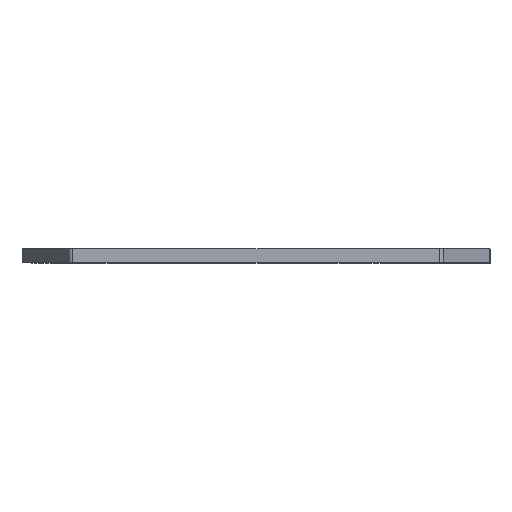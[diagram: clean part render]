
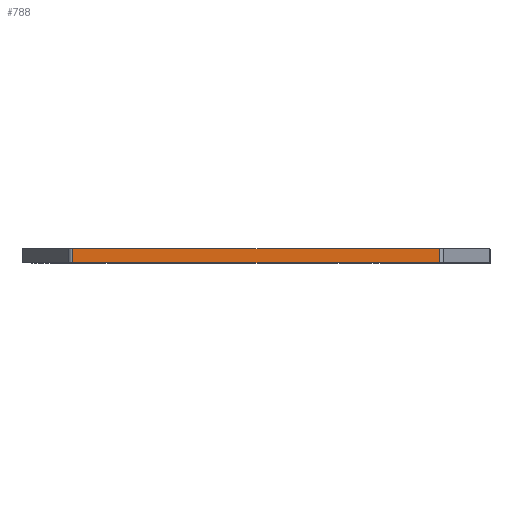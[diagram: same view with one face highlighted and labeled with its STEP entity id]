
A CAD part, top view. The second image highlights one B-rep face of the part: STEP entity #788.
In plain terms, the highlighted planar face has unit normal (0, 0, 1).
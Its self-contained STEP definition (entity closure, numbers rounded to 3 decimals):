
#88=ORIENTED_EDGE('',*,*,#327,.F.);
#89=ORIENTED_EDGE('',*,*,#326,.F.);
#90=ORIENTED_EDGE('',*,*,#328,.T.);
#91=ORIENTED_EDGE('',*,*,#329,.T.);
#326=EDGE_CURVE('',#445,#444,#524,.T.);
#327=EDGE_CURVE('',#444,#446,#525,.T.);
#328=EDGE_CURVE('',#445,#447,#526,.T.);
#329=EDGE_CURVE('',#447,#446,#527,.T.);
#444=VERTEX_POINT('',#1181);
#445=VERTEX_POINT('',#1183);
#446=VERTEX_POINT('',#1187);
#447=VERTEX_POINT('',#1189);
#524=LINE('',#1184,#604);
#525=LINE('',#1186,#605);
#526=LINE('',#1188,#606);
#527=LINE('',#1190,#607);
#604=VECTOR('',#937,1000.);
#605=VECTOR('',#940,1000.);
#606=VECTOR('',#941,1000.);
#607=VECTOR('',#942,1000.);
#682=EDGE_LOOP('',(#88,#89,#90,#91));
#724=FACE_BOUND('',#682,.T.);
#765=PLANE('',#845);
#788=ADVANCED_FACE('',(#724),#765,.T.);
#845=AXIS2_PLACEMENT_3D('',#1185,#938,#939);
#937=DIRECTION('',(0.,1.,0.));
#938=DIRECTION('',(0.,0.,1.));
#939=DIRECTION('',(-1.,0.,0.));
#940=DIRECTION('',(1.,0.,0.));
#941=DIRECTION('',(1.,0.,0.));
#942=DIRECTION('',(0.,1.,0.));
#1181=CARTESIAN_POINT('',(-19.553,0.,0.));
#1183=CARTESIAN_POINT('',(-19.553,-1.5,0.));
#1184=CARTESIAN_POINT('',(-19.553,-1.5,0.));
#1185=CARTESIAN_POINT('',(-0.854,-1.5,0.));
#1186=CARTESIAN_POINT('',(-0.854,0.,0.));
#1187=CARTESIAN_POINT('',(19.553,0.,0.));
#1188=CARTESIAN_POINT('',(-19.553,-1.5,0.));
#1189=CARTESIAN_POINT('',(19.553,-1.5,0.));
#1190=CARTESIAN_POINT('',(19.553,-1.5,0.));
